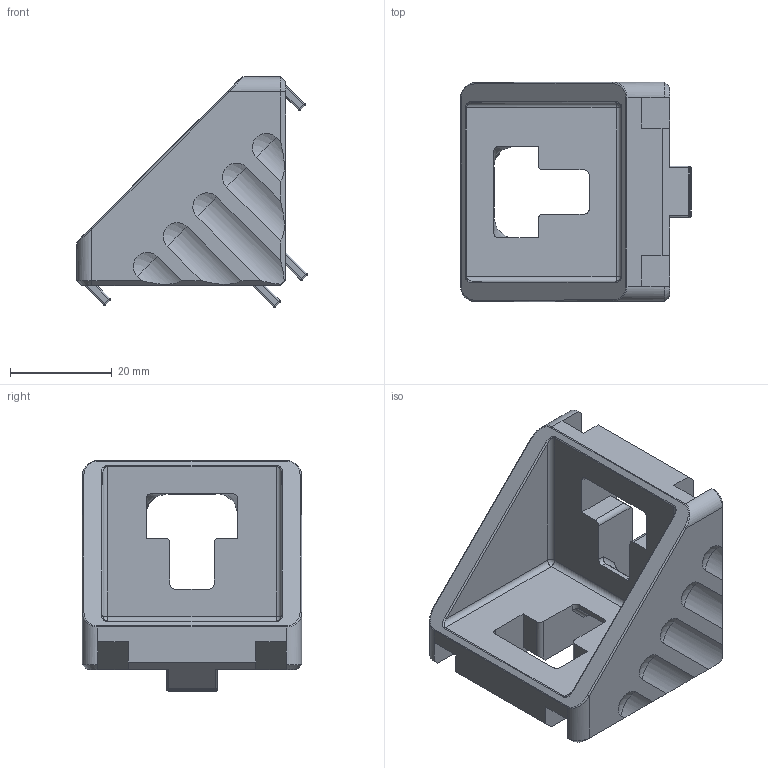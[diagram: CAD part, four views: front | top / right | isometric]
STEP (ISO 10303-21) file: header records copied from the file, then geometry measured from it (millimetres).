
FILE_DESCRIPTION(('Open CASCADE Model'),'2;1');
FILE_NAME('Open CASCADE Shape Model','2021-04-08T10:47:30',('Author'),( 'Open CASCADE'),'Open CASCADE STEP processor 7.4','Open CASCADE 7.4' ,'Unknown');
FILE_SCHEMA(('CONFIG_CONTROL_DESIGN'));
Length unit declared in the file: millimetre
Products named in the file (1): 0000034048 84
Bounding box: 45.26 x 43 x 45.26 mm (x, y, z)
Volume: 22758 mm3; surface area: 12135.4 mm2
Topology: 1 solids, 1 shells, 351 faces, 914 edges, 536 vertices
Faces by surface type: cylinder 149, plane 122, sphere 32, torus 24, bspline 20, cone 4
Entity records: 29959 total; most frequent: CARTESIAN_POINT 12689, DIRECTION 3100, LINE 1869, VECTOR 1869, ORIENTED_EDGE 1764, PCURVE 1764, DEFINITIONAL_REPRESENTATION 1764, EDGE_CURVE 882
